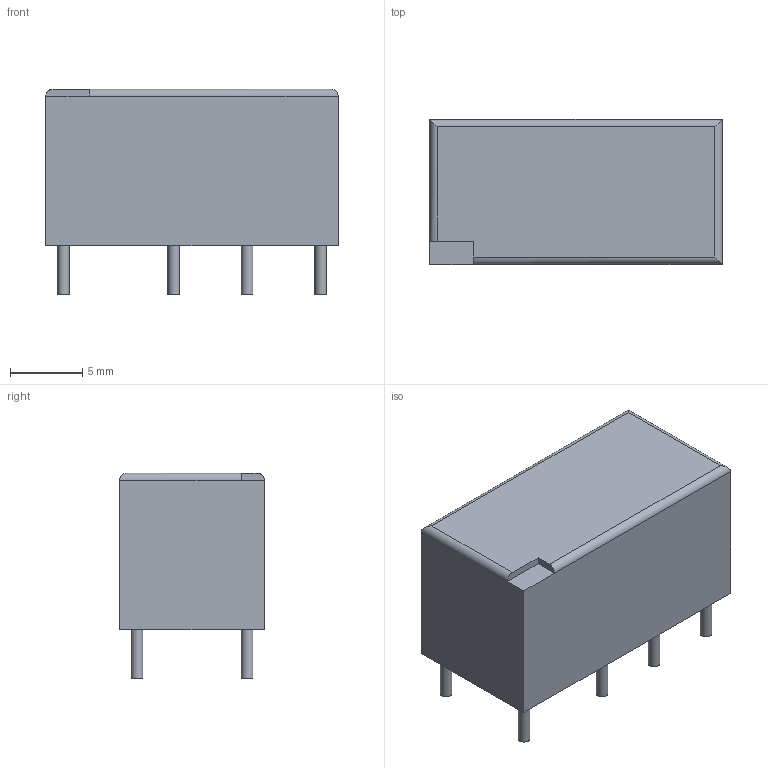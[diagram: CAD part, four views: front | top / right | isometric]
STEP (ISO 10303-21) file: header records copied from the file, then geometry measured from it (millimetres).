
FILE_DESCRIPTION(/* description */ (''),/* implementation_level */ '2;1');
FILE_NAME(/* name */ 'MT2 Relay.step',/* time_stamp */ '2018-08-29T22:01:48+01:00',/* author */ ('cylindric'),/* organization */ (''),/* preprocessor_version */ 'ST-DEVELOPER v17.2',/* originating_system */ 'Autodesk Translation Framework v7.6.0.251',/* authorisation */ '');
FILE_SCHEMA (('AUTOMOTIVE_DESIGN { 1 0 10303 214 3 1 1 }'));
Length unit declared in the file: millimetre
Products named in the file (1): MT2 Relay
Bounding box: 20.2 x 10 x 14.2 mm (x, y, z)
Volume: 2189.9 mm3; surface area: 1112.5 mm2
Topology: 1 solids, 1 shells, 29 faces, 52 edges, 33 vertices
Faces by surface type: plane 17, cylinder 12
Full cylindrical faces by diameter (mm): 0.8 x8
Entity records: 760 total; most frequent: DIRECTION 133, CARTESIAN_POINT 115, ORIENTED_EDGE 104, EDGE_CURVE 52, AXIS2_PLACEMENT_3D 51, EDGE_LOOP 37, VERTEX_POINT 33, LINE 31
